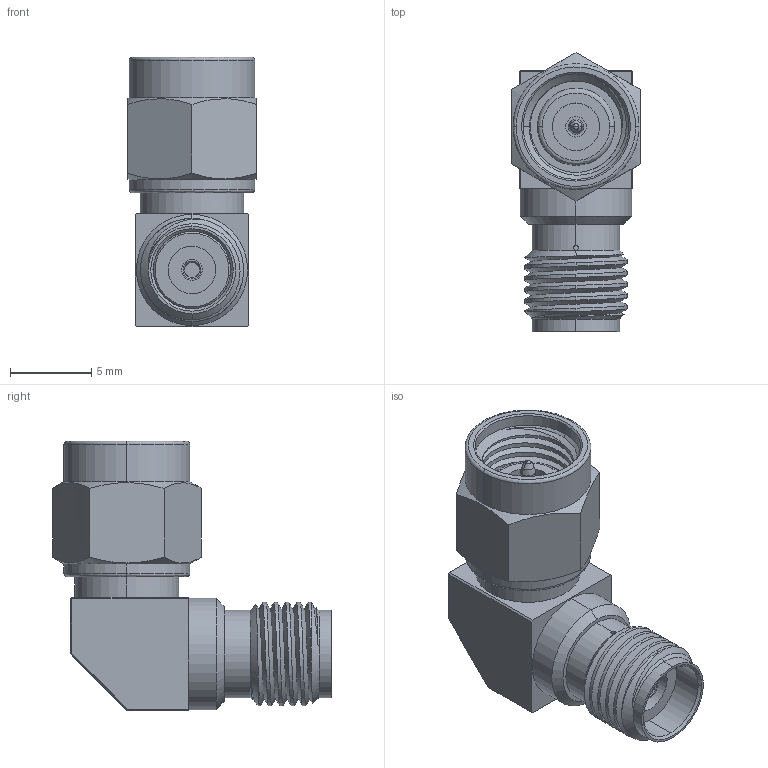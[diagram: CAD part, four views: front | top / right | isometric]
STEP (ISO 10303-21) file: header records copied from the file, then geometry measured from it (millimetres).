
FILE_DESCRIPTION (( 'STEP AP214' ), '1' );
FILE_NAME ('CT-KFKM-R-V-LN1.STEP', '2025-11-14T00:07:17', ( '' ), ( '' ), 'SwSTEP 2.0', 'SolidWorks 2021', '' );
FILE_SCHEMA (( 'AUTOMOTIVE_DESIGN' ));
Length unit declared in the file: millimetre
Products named in the file (1): CT-KFKM-R-V-LN1
Bounding box: 7.92 x 17.16 x 16.6 mm (x, y, z)
Volume: 821.9 mm3; surface area: 1275.6 mm2
Topology: 2 solids, 2 shells, 171 faces, 403 edges, 251 vertices
Faces by surface type: cylinder 69, plane 55, cone 33, bspline 14
Entity records: 7355 total; most frequent: CARTESIAN_POINT 3527, ORIENTED_EDGE 802, DIRECTION 777, EDGE_CURVE 401, AXIS2_PLACEMENT_3D 306, VERTEX_POINT 251, EDGE_LOOP 192, ADVANCED_FACE 171
